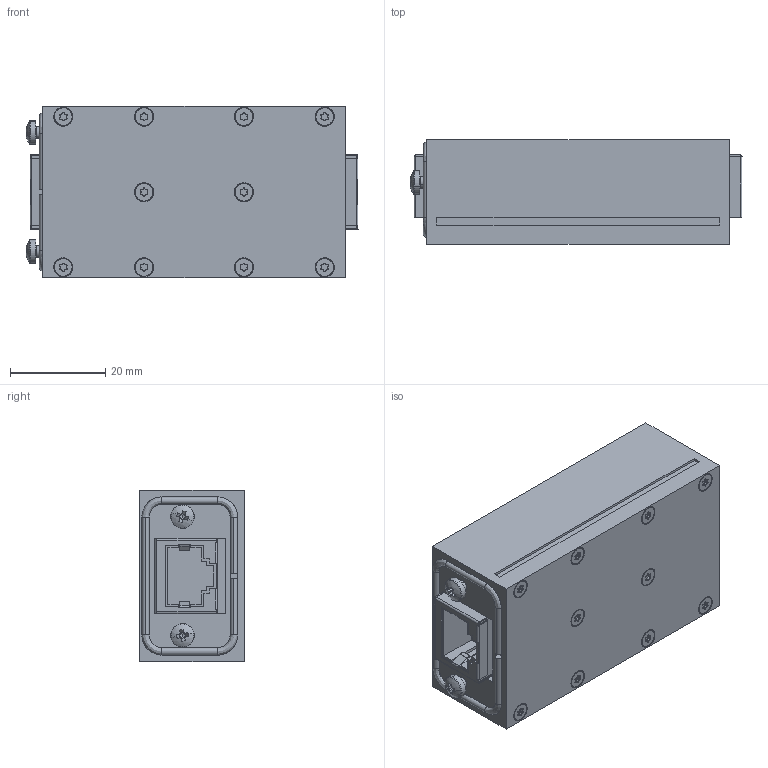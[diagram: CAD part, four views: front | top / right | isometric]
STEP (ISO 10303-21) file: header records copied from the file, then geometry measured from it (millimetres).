
FILE_DESCRIPTION (( 'STEP AP214' ), '1' );
FILE_NAME ('48392~0.STEP', '2017-12-21T09:28:23', ( '' ), ( '' ), 'SwSTEP 2.0', 'SolidWorks 2016', '' );
FILE_SCHEMA (( 'AUTOMOTIVE_DESIGN' ));
Length unit declared in the file: millimetre
Products named in the file (3): 48392~0; 48391~0_S; 3656~0
Assembly tree (3 placements, depth 2):
  48392~0
    48391~0_S
    3656~0  x2
Bounding box: 69.85 x 22 x 36.1 mm (x, y, z)
Volume: 138.2 mm3; surface area: 12879.2 mm2
Topology: 2 solids, 521 shells, 686 faces, 3140 edges, 2944 vertices
Faces by surface type: plane 354, cylinder 266, cone 42, bspline 12, torus 8, sphere 4
Entity records: 33080 total; most frequent: CARTESIAN_POINT 9982, DIRECTION 4467, ORIENTED_EDGE 3248, EDGE_CURVE 3036, VERTEX_POINT 2884, LINE 1919, VECTOR 1919, AXIS2_PLACEMENT_3D 1274
